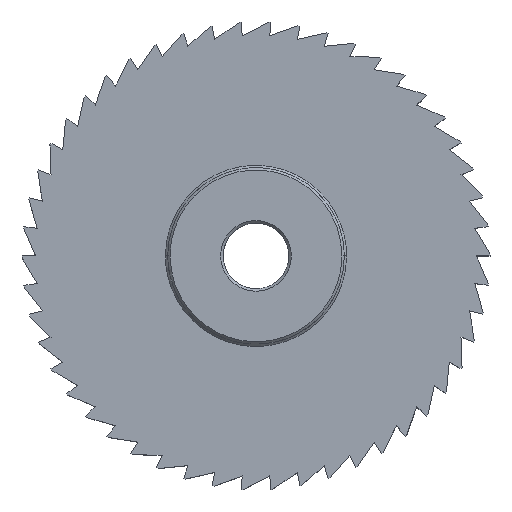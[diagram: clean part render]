
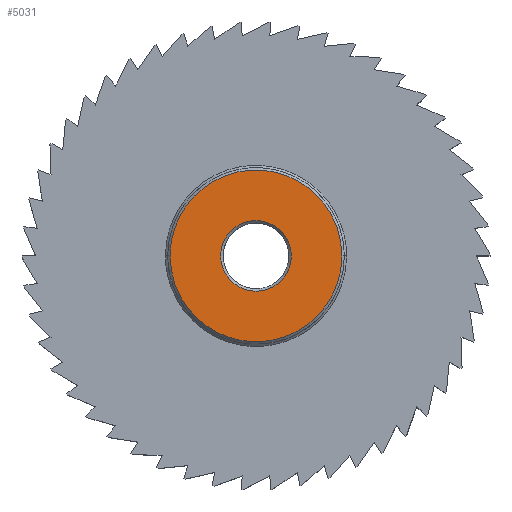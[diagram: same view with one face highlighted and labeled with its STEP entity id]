
A CAD part, top view. The second image highlights one B-rep face of the part: STEP entity #5031.
In plain terms, the highlighted free-form (B-spline) face has degree [1, 1] with [2, 2] control points.
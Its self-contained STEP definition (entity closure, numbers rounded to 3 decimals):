
#24 = VERTEX_POINT('',#25);
#25 = CARTESIAN_POINT('',(12.134,0.,32.357));
#30 = EDGE_CURVE('',#24,#31,#33,.T.);
#31 = VERTEX_POINT('',#32);
#32 = CARTESIAN_POINT('',(-12.134,0.,
    32.357));
#33 = ( BOUNDED_CURVE() B_SPLINE_CURVE(2,(#34,#35,#36,#37,#38),
.UNSPECIFIED.,.F.,.F.) B_SPLINE_CURVE_WITH_KNOTS((3,2,3),(0.,
1.571,3.142),.PIECEWISE_BEZIER_KNOTS.) CURVE() 
GEOMETRIC_REPRESENTATION_ITEM() RATIONAL_B_SPLINE_CURVE((1.,
0.707,1.,0.707,1.)) REPRESENTATION_ITEM('') );
#34 = CARTESIAN_POINT('',(12.134,0.,32.357));
#35 = CARTESIAN_POINT('',(12.134,-12.134,32.357)
  );
#36 = CARTESIAN_POINT('',(0.,-12.134,
    32.357));
#37 = CARTESIAN_POINT('',(-12.134,-12.134,32.357
    ));
#38 = CARTESIAN_POINT('',(-12.134,0.,
    32.357));
#69 = EDGE_CURVE('',#70,#72,#74,.T.);
#70 = VERTEX_POINT('',#71);
#71 = CARTESIAN_POINT('',(29.525,0.,
    32.357));
#72 = VERTEX_POINT('',#73);
#73 = CARTESIAN_POINT('',(-29.525,0.,32.357));
#74 = ( BOUNDED_CURVE() B_SPLINE_CURVE(2,(#75,#76,#77,#78,#79),
.UNSPECIFIED.,.F.,.F.) B_SPLINE_CURVE_WITH_KNOTS((3,2,3),(0.,
1.571,3.142),.PIECEWISE_BEZIER_KNOTS.) CURVE() 
GEOMETRIC_REPRESENTATION_ITEM() RATIONAL_B_SPLINE_CURVE((1.,
0.707,1.,0.707,1.)) REPRESENTATION_ITEM('') );
#75 = CARTESIAN_POINT('',(29.525,0.,32.357));
#76 = CARTESIAN_POINT('',(29.525,29.525,32.357
    ));
#77 = CARTESIAN_POINT('',(0.,29.525,
    32.357));
#78 = CARTESIAN_POINT('',(-29.525,29.525,32.357
    ));
#79 = CARTESIAN_POINT('',(-29.525,0.,
    32.357));
#5031 = ADVANCED_FACE('',(#5032,#5043),#5054,.T.);
#5032 = FACE_BOUND('',#5033,.T.);
#5033 = EDGE_LOOP('',(#5034,#5042));
#5034 = ORIENTED_EDGE('',*,*,#5035,.T.);
#5035 = EDGE_CURVE('',#72,#70,#5036,.T.);
#5036 = ( BOUNDED_CURVE() B_SPLINE_CURVE(2,(#5037,#5038,#5039,#5040,
#5041),.UNSPECIFIED.,.F.,.F.) B_SPLINE_CURVE_WITH_KNOTS((3,2,3),(
    3.142,4.712,6.283),
.PIECEWISE_BEZIER_KNOTS.) CURVE() GEOMETRIC_REPRESENTATION_ITEM() 
RATIONAL_B_SPLINE_CURVE((1.,0.707,1.,0.707,1.)) 
REPRESENTATION_ITEM('') );
#5037 = CARTESIAN_POINT('',(-29.525,0.,
    32.357));
#5038 = CARTESIAN_POINT('',(-29.525,-29.525,
    32.357));
#5039 = CARTESIAN_POINT('',(0.,-29.525,
    32.357));
#5040 = CARTESIAN_POINT('',(29.525,-29.525,
    32.357));
#5041 = CARTESIAN_POINT('',(29.525,0.,
    32.357));
#5042 = ORIENTED_EDGE('',*,*,#69,.T.);
#5043 = FACE_BOUND('',#5044,.T.);
#5044 = EDGE_LOOP('',(#5045,#5046));
#5045 = ORIENTED_EDGE('',*,*,#30,.T.);
#5046 = ORIENTED_EDGE('',*,*,#5047,.T.);
#5047 = EDGE_CURVE('',#31,#24,#5048,.T.);
#5048 = ( BOUNDED_CURVE() B_SPLINE_CURVE(2,(#5049,#5050,#5051,#5052,
#5053),.UNSPECIFIED.,.F.,.F.) B_SPLINE_CURVE_WITH_KNOTS((3,2,3),(
    3.142,4.712,6.283),
.PIECEWISE_BEZIER_KNOTS.) CURVE() GEOMETRIC_REPRESENTATION_ITEM() 
RATIONAL_B_SPLINE_CURVE((1.,0.707,1.,0.707,1.)) 
REPRESENTATION_ITEM('') );
#5049 = CARTESIAN_POINT('',(-12.134,0.,
    32.357));
#5050 = CARTESIAN_POINT('',(-12.134,12.134,
    32.357));
#5051 = CARTESIAN_POINT('',(0.,12.134,
    32.357));
#5052 = CARTESIAN_POINT('',(12.134,12.134,32.357
    ));
#5053 = CARTESIAN_POINT('',(12.134,0.,
    32.357));
#5054 = B_SPLINE_SURFACE_WITH_KNOTS('',1,1,(
    (#5055,#5056)
    ,(#5057,#5058
    )),.UNSPECIFIED.,.F.,.F.,.F.,(2,2),(2,2),(-36.5,36.5),(-36.5,36.5),
  .PIECEWISE_BEZIER_KNOTS.);
#5055 = CARTESIAN_POINT('',(-29.525,-29.525,
    32.357));
#5056 = CARTESIAN_POINT('',(-29.525,29.525,
    32.357));
#5057 = CARTESIAN_POINT('',(29.525,-29.525,
    32.357));
#5058 = CARTESIAN_POINT('',(29.525,29.525,
    32.357));
